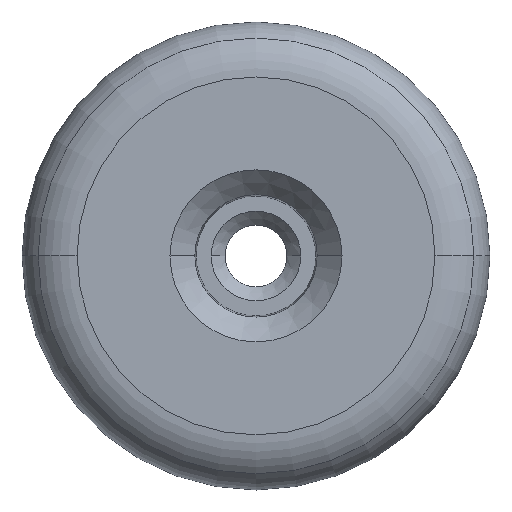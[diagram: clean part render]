
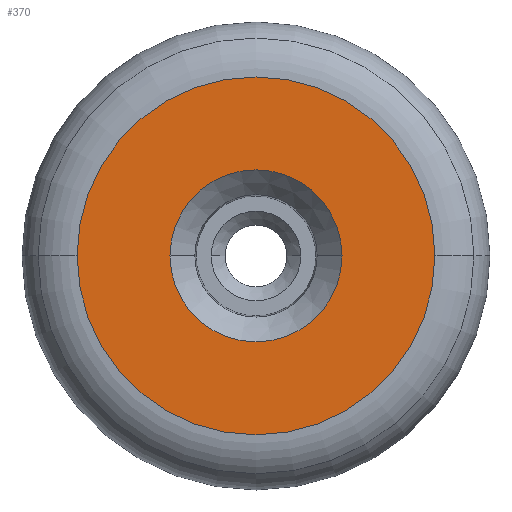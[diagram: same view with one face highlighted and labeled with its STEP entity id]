
A CAD part, top view. The second image highlights one B-rep face of the part: STEP entity #370.
In plain terms, the highlighted planar face has unit normal (0, 0, 1).
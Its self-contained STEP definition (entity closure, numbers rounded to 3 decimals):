
#35=CARTESIAN_POINT('',(0.,0.,6.956));
#36=DIRECTION('',(0.,0.,-1.));
#37=DIRECTION('',(-1.,0.,0.));
#38=AXIS2_PLACEMENT_3D('',#35,#36,#37);
#44=CARTESIAN_POINT('',(0.,0.,6.956));
#45=DIRECTION('',(0.,0.,-1.));
#46=DIRECTION('',(1.,0.,0.));
#47=AXIS2_PLACEMENT_3D('',#44,#45,#46);
#52=CARTESIAN_POINT('',(0.,0.,6.956));
#53=DIRECTION('',(0.,0.,1.));
#54=DIRECTION('',(-1.,0.,0.));
#55=AXIS2_PLACEMENT_3D('',#52,#53,#54);
#60=CARTESIAN_POINT('',(0.,0.,6.956));
#61=DIRECTION('',(0.,0.,1.));
#62=DIRECTION('',(1.,0.,0.));
#63=AXIS2_PLACEMENT_3D('',#60,#61,#62);
#298=CARTESIAN_POINT('',(-13.,0.,6.956));
#300=VERTEX_POINT('',#298);
#304=CARTESIAN_POINT('',(13.,0.,6.956));
#305=VERTEX_POINT('',#304);
#315=CARTESIAN_POINT('',(-6.25,0.,6.956));
#317=VERTEX_POINT('',#315);
#319=CARTESIAN_POINT('',(6.25,0.,6.956));
#321=VERTEX_POINT('',#319);
#354=CARTESIAN_POINT('',(13.,0.,6.956));
#355=DIRECTION('',(0.,0.,1.));
#356=DIRECTION('',(1.,0.,0.));
#357=AXIS2_PLACEMENT_3D('',#354,#355,#356);
#358=PLANE('',#357);
#360=ORIENTED_EDGE('',*,*,#359,.F.);
#361=ORIENTED_EDGE('',*,*,#343,.F.);
#362=EDGE_LOOP('',(#360,#361));
#363=FACE_OUTER_BOUND('',#362,.F.);
#365=ORIENTED_EDGE('',*,*,#364,.F.);
#367=ORIENTED_EDGE('',*,*,#366,.F.);
#368=EDGE_LOOP('',(#365,#367));
#369=FACE_BOUND('',#368,.F.);
#370=ADVANCED_FACE('',(#363,#369),#358,.T.);
#39=CIRCLE('',#38,6.25);
#48=CIRCLE('',#47,6.25);
#56=CIRCLE('',#55,13.);
#64=CIRCLE('',#63,13.);
#343=EDGE_CURVE('',#305,#300,#64,.T.);
#359=EDGE_CURVE('',#300,#305,#56,.T.);
#364=EDGE_CURVE('',#317,#321,#39,.T.);
#366=EDGE_CURVE('',#321,#317,#48,.T.);
